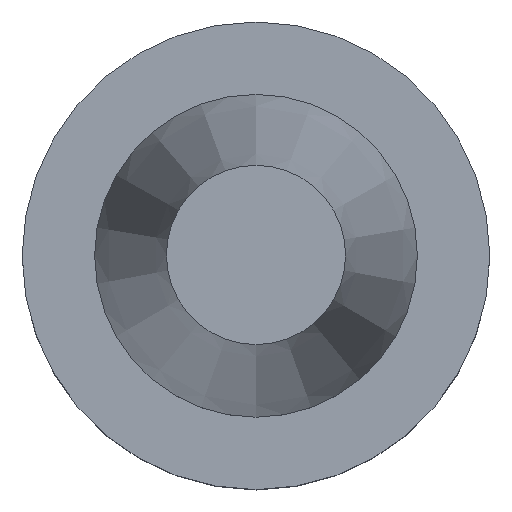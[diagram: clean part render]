
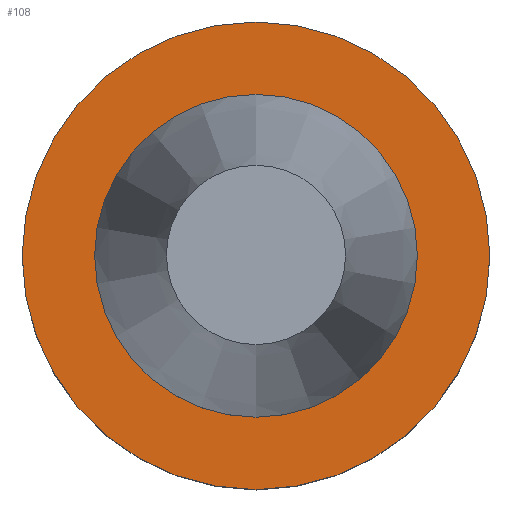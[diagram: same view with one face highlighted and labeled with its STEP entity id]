
A CAD part, top view. The second image highlights one B-rep face of the part: STEP entity #108.
In plain terms, the highlighted planar face has unit normal (0, 0, 1).
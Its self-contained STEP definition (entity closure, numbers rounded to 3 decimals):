
#67=EDGE_CURVE('Unnamed[1]',#160,#160,#161,.T.);
#108=ADVANCED_FACE('Unnamed[1]',(#224,#225),#226,.T.);
#121=EDGE_CURVE('Unnamed[1]',#246,#246,#247,.T.);
#160=VERTEX_POINT('',#282);
#161=CIRCLE('',#283,15.875);
#224=FACE_OUTER_BOUND('',#362,.T.);
#225=FACE_BOUND('',#363,.T.);
#226=PLANE('',#364);
#246=VERTEX_POINT('',#389);
#247=CIRCLE('',#390,23.0);
#282=CARTESIAN_POINT('',(0.,15.875,-1.));
#283=AXIS2_PLACEMENT_3D('',#413,#414,#415);
#362=EDGE_LOOP('',(#485));
#363=EDGE_LOOP('',(#486));
#364=AXIS2_PLACEMENT_3D('',#487,#488,#489);
#389=CARTESIAN_POINT('',(0.,23.0,-1.));
#390=AXIS2_PLACEMENT_3D('',#511,#512,#513);
#413=CARTESIAN_POINT('',(0.,0.,-1.0));
#414=DIRECTION('',(0.,0.,-1.0));
#415=DIRECTION('',(0.,1.0,0.));
#485=ORIENTED_EDGE('',*,*,#121,.F.);
#486=ORIENTED_EDGE('',*,*,#67,.T.);
#487=CARTESIAN_POINT('',(0.,19.438,-1.));
#488=DIRECTION('',(0.,0.,1.0));
#489=DIRECTION('',(0.,-1.0,0.));
#511=CARTESIAN_POINT('',(0.,0.,-1.0));
#512=DIRECTION('',(0.,0.,-1.0));
#513=DIRECTION('',(0.,1.0,0.));
